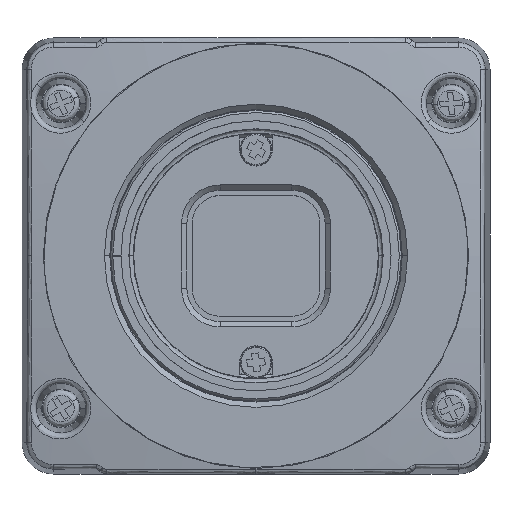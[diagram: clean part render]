
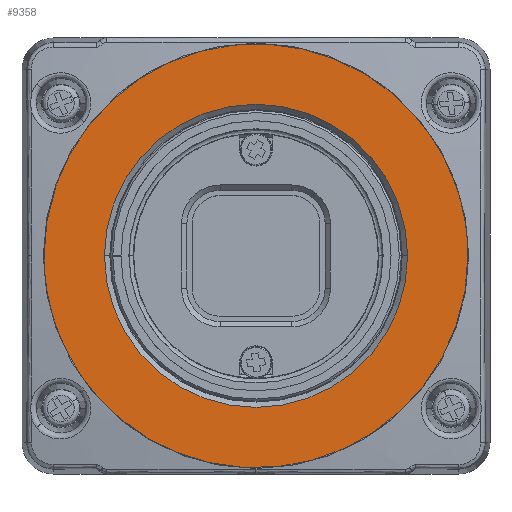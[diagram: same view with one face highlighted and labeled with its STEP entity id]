
A CAD part, top view. The second image highlights one B-rep face of the part: STEP entity #9358.
In plain terms, the highlighted planar face has unit normal (0, 0, 1).
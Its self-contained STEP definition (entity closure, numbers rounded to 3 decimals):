
#6404 = CARTESIAN_POINT ( 'NONE',  ( -19.927, 0., 13.3 ) ) ;
#6406 =( BOUNDED_CURVE ( )  B_SPLINE_CURVE ( 3, ( #6404, #6561, #6559, #6558 ),
 .UNSPECIFIED., .F., .T. ) 
 B_SPLINE_CURVE_WITH_KNOTS ( ( 4, 4 ),
 ( 0., 1. ),
 .UNSPECIFIED. ) 
 CURVE ( )  GEOMETRIC_REPRESENTATION_ITEM ( )  RATIONAL_B_SPLINE_CURVE ( ( 0.994, 0.331, 0.331, 0.994 ) ) 
 REPRESENTATION_ITEM ( '' )  );
#6558 = CARTESIAN_POINT ( 'NONE',  ( 19.927, 0., 13.3 ) ) ;
#6559 = CARTESIAN_POINT ( 'NONE',  ( 19.927, 39.854, 13.3 ) ) ;
#6561 = CARTESIAN_POINT ( 'NONE',  ( -19.927, 39.854, 13.3 ) ) ;
#7236 = CARTESIAN_POINT ( 'NONE',  ( -19.927, 0., 13.3 ) ) ;
#7237 = CARTESIAN_POINT ( 'NONE',  ( -19.927, -39.854, 13.3 ) ) ;
#7238 = CARTESIAN_POINT ( 'NONE',  ( 19.927, -39.854, 13.3 ) ) ;
#7239 = CARTESIAN_POINT ( 'NONE',  ( 19.927, 0., 13.3 ) ) ;
#7280 = DIRECTION ( 'NONE',  ( -1., 0., 0. ) ) ;
#7282 = DIRECTION ( 'NONE',  ( 0., 0., -1. ) ) ;
#7284 = CARTESIAN_POINT ( 'NONE',  ( 20.166, -20.166, 13.3 ) ) ;
#7361 =( BOUNDED_CURVE ( )  B_SPLINE_CURVE ( 3, ( #7239, #7238, #7237, #7236 ),
 .UNSPECIFIED., .F., .T. ) 
 B_SPLINE_CURVE_WITH_KNOTS ( ( 4, 4 ),
 ( 0., 1. ),
 .UNSPECIFIED. ) 
 CURVE ( )  GEOMETRIC_REPRESENTATION_ITEM ( )  RATIONAL_B_SPLINE_CURVE ( ( 0.994, 0.331, 0.331, 0.994 ) ) 
 REPRESENTATION_ITEM ( '' )  );
#7378 = AXIS2_PLACEMENT_3D ( 'NONE', #7284, #7282, #7280 ) ;
#7380 = PLANE ( 'NONE',  #7378 ) ;
#7495 = FACE_OUTER_BOUND ( 'NONE', #9344, .T. ) ;
#7497 = FACE_BOUND ( 'NONE', #9360, .T. ) ;
#8856 = EDGE_CURVE ( 'NONE', #32735, #32861, #9096, .T. ) ;
#9076 = DIRECTION ( 'NONE',  ( 1., 0., 0. ) ) ;
#9077 = DIRECTION ( 'NONE',  ( 0., 0., 1. ) ) ;
#9078 = CARTESIAN_POINT ( 'NONE',  ( 0., 0., 13.3 ) ) ;
#9079 = AXIS2_PLACEMENT_3D ( 'NONE', #9078, #9077, #9076 ) ;
#9096 = CIRCLE ( 'NONE', #9079, 14.25 ) ;
#9140 = VERTEX_POINT ( 'NONE', #9550 ) ;
#9141 = VERTEX_POINT ( 'NONE', #9556 ) ;
#9303 = EDGE_CURVE ( 'NONE', #9140, #9141, #6406, .T. ) ;
#9343 = ORIENTED_EDGE ( 'NONE', *, *, #32734, .F. ) ;
#9344 = EDGE_LOOP ( 'NONE', ( #9345, #9365 ) ) ;
#9345 = ORIENTED_EDGE ( 'NONE', *, *, #9303, .F. ) ;
#9358 = ADVANCED_FACE ( 'NONE', ( #7497, #7495 ), #7380, .F. ) ;
#9360 = EDGE_LOOP ( 'NONE', ( #9362, #9343 ) ) ;
#9362 = ORIENTED_EDGE ( 'NONE', *, *, #8856, .F. ) ;
#9365 = ORIENTED_EDGE ( 'NONE', *, *, #9367, .F. ) ;
#9367 = EDGE_CURVE ( 'NONE', #9141, #9140, #7361, .T. ) ;
#9550 = CARTESIAN_POINT ( 'NONE',  ( -19.927, 0., 13.3 ) ) ;
#9556 = CARTESIAN_POINT ( 'NONE',  ( 19.927, 0., 13.3 ) ) ;
#20428 = CARTESIAN_POINT ( 'NONE',  ( 14.25, 0., 13.3 ) ) ;
#20429 = DIRECTION ( 'NONE',  ( 1., 0., 0. ) ) ;
#20430 = DIRECTION ( 'NONE',  ( 0., 0., 1. ) ) ;
#20431 = CARTESIAN_POINT ( 'NONE',  ( 0., 0., 13.3 ) ) ;
#20508 = AXIS2_PLACEMENT_3D ( 'NONE', #20431, #20430, #20429 ) ;
#20509 = CIRCLE ( 'NONE', #20508, 14.25 ) ;
#20792 = CARTESIAN_POINT ( 'NONE',  ( -14.25, 0., 13.3 ) ) ;
#32734 = EDGE_CURVE ( 'NONE', #32861, #32735, #20509, .T. ) ;
#32735 = VERTEX_POINT ( 'NONE', #20428 ) ;
#32861 = VERTEX_POINT ( 'NONE', #20792 ) ;
